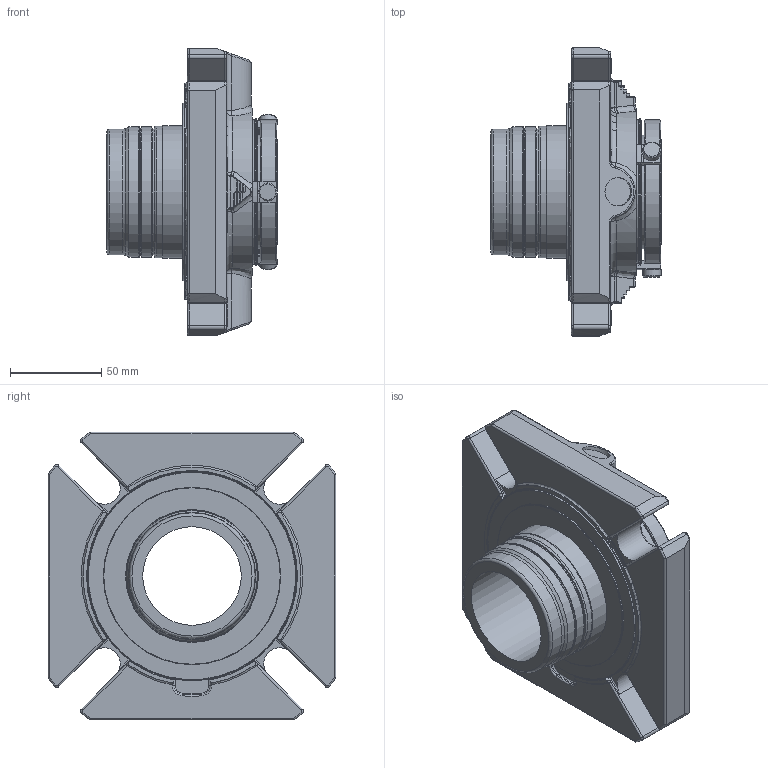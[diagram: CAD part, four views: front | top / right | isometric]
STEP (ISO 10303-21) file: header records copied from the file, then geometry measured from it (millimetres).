
FILE_DESCRIPTION(/* description */ ('Unknown'),/* implementation_level */ '2;1');
FILE_NAME(/* name */ '2.125-DMSF-LARGE-BOX-BORE-SEAL-ARRANGEMENT',/* time_stamp */ '2023-06-06T11:04:37+01:00',/* author */ ('Unknown'),/* organization */ ('Unknown'),/* preprocessor_version */ 'ST-DEVELOPER v18.102',/* originating_system */ 'Solid Edge',/* authorisation */ 'Unknown');
FILE_SCHEMA (('AUTOMOTIVE_DESIGN {1 0 10303 214 3 1 1}'));
Length unit declared in the file: millimetre
Products named in the file (1): 2.125-DMSF-LARGE-BOX-BORE-SEAL-ARRANGEMENT
Bounding box: 93.24 x 157.61 x 157.61 mm (x, y, z)
Volume: 609449.8 mm3; surface area: 108907.2 mm2
Topology: 3 solids, 3 shells, 1027 faces, 2597 edges, 1609 vertices
Faces by surface type: cylinder 354, plane 306, bspline 168, torus 125, sphere 40, cone 34
Full cylindrical faces by diameter (mm): 5.805 x2, 10 x3, 15.5 x2, 53.975 x3, 57.125 x1, 62.063 x1, 68.809 x1, 69.469 x2, 71.45 x1, 71.552 x1, 72.238 x1, 72.746 x1, 78.867 x3, 80.391 x1, 97.155 x2, 110.973 x1, 113.5 x1, 113.919 x1, 114.325 x1
Entity records: 33685 total; most frequent: CARTESIAN_POINT 10139, ORIENTED_EDGE 5002, DIRECTION 4739, EDGE_CURVE 2501, AXIS2_PLACEMENT_3D 1818, VERTEX_POINT 1584, EDGE_LOOP 1137, FACE_BOUND 1137
